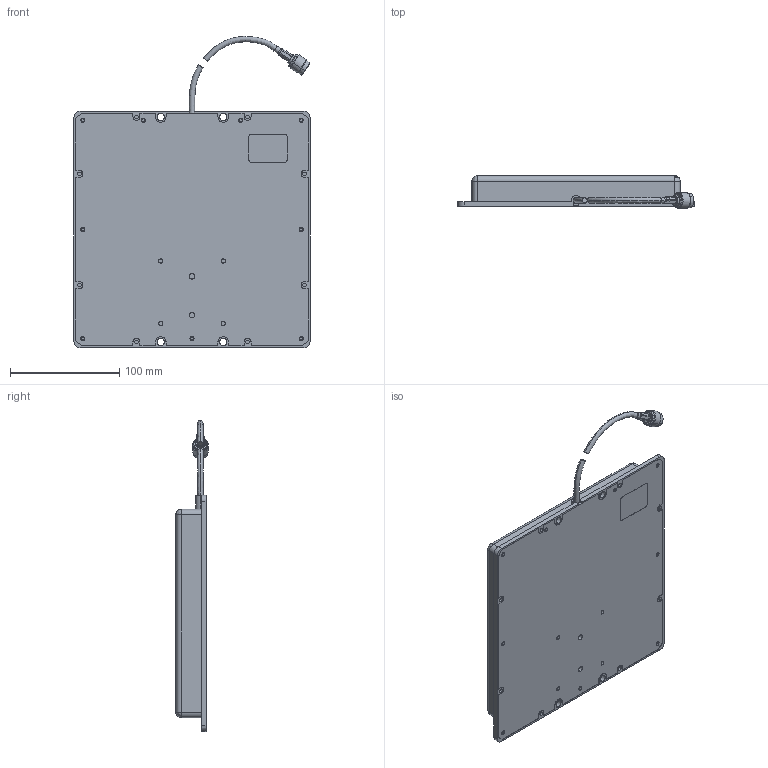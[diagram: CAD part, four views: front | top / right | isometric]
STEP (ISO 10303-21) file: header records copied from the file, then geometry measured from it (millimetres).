
FILE_DESCRIPTION (( 'STEP AP214' ), '1' );
FILE_NAME ('HG908PCL-RTP.STEP', '2012-11-08T21:07:04', ( 'x' ), ( '' ), 'SwSTEP 2.0', 'SolidWorks 2012', '' );
FILE_SCHEMA (( 'AUTOMOTIVE_DESIGN' ));
Length unit declared in the file: inch
Products named in the file (6): ARTP-1708; HEATSH-HEX_stepd_195White; 195_CABLE CUT; XF072-1001110; XF117-1021100; HG908PCL-RTP
Assembly tree (5 placements, depth 2):
  HG908PCL-RTP
    XF117-1021100
    XF072-1001110
    195_CABLE CUT
    HEATSH-HEX_stepd_195White
    ARTP-1708
Bounding box: 215.9 x 29.83 x 284.43 mm (x, y, z)
Volume: 244364.6 mm3; surface area: 233789.9 mm2
Topology: 6 solids, 6 shells, 599 faces, 1428 edges, 891 vertices
Faces by surface type: cylinder 243, plane 214, cone 84, torus 38, sphere 11, bspline 9
Entity records: 25298 total; most frequent: CARTESIAN_POINT 4128, DIRECTION 3203, ORIENTED_EDGE 2826, EDGE_CURVE 1413, AXIS2_PLACEMENT_3D 1240, VERTEX_POINT 889, VECTOR 723, LINE 723
